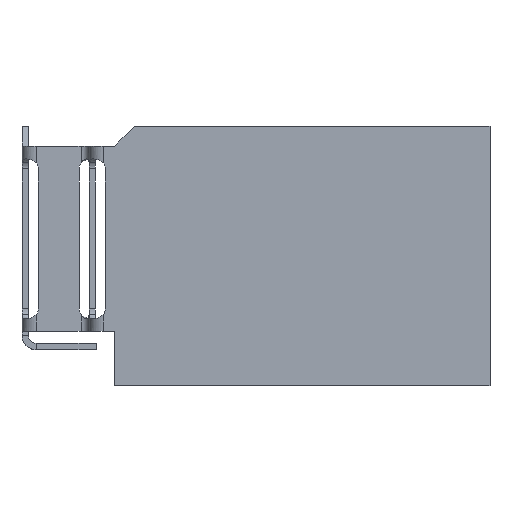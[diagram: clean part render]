
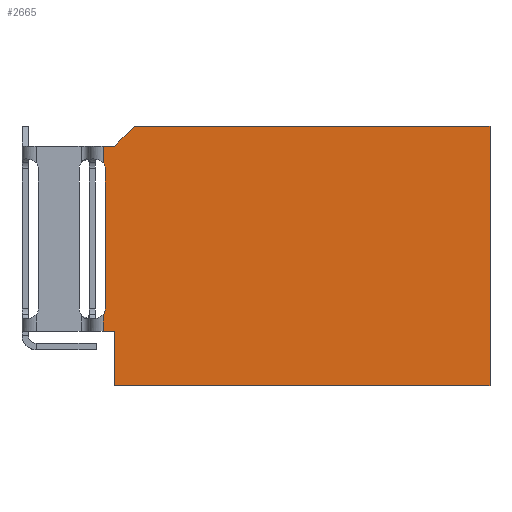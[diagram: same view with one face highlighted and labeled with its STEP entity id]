
A CAD part, front view. The second image highlights one B-rep face of the part: STEP entity #2665.
In plain terms, the highlighted planar face has unit normal (0, -1, 0).
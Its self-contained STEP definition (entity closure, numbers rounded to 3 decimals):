
#2583=AXIS2_PLACEMENT_3D('Plane Axis2P3D',#2580,#2581,#2582) ;
#2587=AXIS2_PLACEMENT_3D('Circle Axis2P3D',#2585,#2586,$) ;
#2601=AXIS2_PLACEMENT_3D('Circle Axis2P3D',#2599,#2600,$) ;
#2320=CARTESIAN_POINT('Line Origine',(10.19,0.,30.)) ;
#2324=CARTESIAN_POINT('Vertex',(10.19,0.,8.907)) ;
#2326=CARTESIAN_POINT('Vertex',(10.19,0.,6.8)) ;
#2417=CARTESIAN_POINT('Vertex',(10.19,0.,27.893)) ;
#2420=CARTESIAN_POINT('Line Origine',(10.19,0.,30.)) ;
#2424=CARTESIAN_POINT('Vertex',(10.19,0.,30.)) ;
#2580=CARTESIAN_POINT('Axis2P3D Location',(-42.415,0.,-3.2)) ;
#2585=CARTESIAN_POINT('Axis2P3D Location',(9.185,0.,27.15)) ;
#2589=CARTESIAN_POINT('Vertex',(10.435,0.,27.15)) ;
#2592=CARTESIAN_POINT('Line Origine',(10.435,0.,18.4)) ;
#2596=CARTESIAN_POINT('Vertex',(10.435,0.,9.65)) ;
#2599=CARTESIAN_POINT('Axis2P3D Location',(9.185,0.,9.65)) ;
#2604=CARTESIAN_POINT('Line Origine',(10.888,0.,6.8)) ;
#2608=CARTESIAN_POINT('Vertex',(11.585,0.,6.8)) ;
#2611=CARTESIAN_POINT('Line Origine',(11.585,0.,3.4)) ;
#2615=CARTESIAN_POINT('Vertex',(11.585,0.,0.)) ;
#2618=CARTESIAN_POINT('Line Origine',(35.085,0.,0.)) ;
#2622=CARTESIAN_POINT('Vertex',(58.585,0.,0.)) ;
#2625=CARTESIAN_POINT('Line Origine',(58.585,0.,16.25)) ;
#2629=CARTESIAN_POINT('Vertex',(58.585,0.,32.5)) ;
#2632=CARTESIAN_POINT('Line Origine',(36.335,0.,32.5)) ;
#2636=CARTESIAN_POINT('Vertex',(14.085,0.,32.5)) ;
#2639=CARTESIAN_POINT('Line Origine',(12.835,0.,31.25)) ;
#2643=CARTESIAN_POINT('Vertex',(11.585,0.,30.)) ;
#2646=CARTESIAN_POINT('Line Origine',(10.888,0.,30.)) ;
#2321=DIRECTION('Vector Direction',(0.,0.,-1.)) ;
#2421=DIRECTION('Vector Direction',(0.,0.,-1.)) ;
#2581=DIRECTION('Axis2P3D Direction',(0.,1.,0.)) ;
#2582=DIRECTION('Axis2P3D XDirection',(-1.,0.,0.)) ;
#2586=DIRECTION('Axis2P3D Direction',(0.,1.,0.)) ;
#2593=DIRECTION('Vector Direction',(0.,0.,1.)) ;
#2600=DIRECTION('Axis2P3D Direction',(0.,1.,0.)) ;
#2605=DIRECTION('Vector Direction',(1.,0.,0.)) ;
#2612=DIRECTION('Vector Direction',(0.,0.,1.)) ;
#2619=DIRECTION('Vector Direction',(-1.,0.,0.)) ;
#2626=DIRECTION('Vector Direction',(0.,0.,-1.)) ;
#2633=DIRECTION('Vector Direction',(1.,0.,0.)) ;
#2640=DIRECTION('Vector Direction',(-0.707,0.,-0.707)) ;
#2647=DIRECTION('Vector Direction',(1.,0.,0.)) ;
#2322=VECTOR('Line Direction',#2321,1.) ;
#2422=VECTOR('Line Direction',#2421,1.) ;
#2594=VECTOR('Line Direction',#2593,1.) ;
#2606=VECTOR('Line Direction',#2605,1.) ;
#2613=VECTOR('Line Direction',#2612,1.) ;
#2620=VECTOR('Line Direction',#2619,1.) ;
#2627=VECTOR('Line Direction',#2626,1.) ;
#2634=VECTOR('Line Direction',#2633,1.) ;
#2641=VECTOR('Line Direction',#2640,1.) ;
#2648=VECTOR('Line Direction',#2647,1.) ;
#2652=ORIENTED_EDGE('',*,*,#2591,.T.) ;
#2653=ORIENTED_EDGE('',*,*,#2598,.T.) ;
#2654=ORIENTED_EDGE('',*,*,#2603,.T.) ;
#2655=ORIENTED_EDGE('',*,*,#2328,.T.) ;
#2656=ORIENTED_EDGE('',*,*,#2610,.T.) ;
#2657=ORIENTED_EDGE('',*,*,#2617,.F.) ;
#2658=ORIENTED_EDGE('',*,*,#2624,.F.) ;
#2659=ORIENTED_EDGE('',*,*,#2631,.F.) ;
#2660=ORIENTED_EDGE('',*,*,#2638,.F.) ;
#2661=ORIENTED_EDGE('',*,*,#2645,.T.) ;
#2662=ORIENTED_EDGE('',*,*,#2650,.F.) ;
#2663=ORIENTED_EDGE('',*,*,#2426,.T.) ;
#2665=ADVANCED_FACE('Koerper.2',(#2664),#2584,.F.) ;
#2588=CIRCLE('generated circle',#2587,1.25) ;
#2602=CIRCLE('generated circle',#2601,1.25) ;
#2328=EDGE_CURVE('',#2325,#2327,#2323,.T.) ;
#2426=EDGE_CURVE('',#2425,#2418,#2423,.T.) ;
#2591=EDGE_CURVE('',#2418,#2590,#2588,.T.) ;
#2598=EDGE_CURVE('',#2590,#2597,#2595,.F.) ;
#2603=EDGE_CURVE('',#2597,#2325,#2602,.T.) ;
#2610=EDGE_CURVE('',#2327,#2609,#2607,.T.) ;
#2617=EDGE_CURVE('',#2616,#2609,#2614,.T.) ;
#2624=EDGE_CURVE('',#2623,#2616,#2621,.T.) ;
#2631=EDGE_CURVE('',#2630,#2623,#2628,.T.) ;
#2638=EDGE_CURVE('',#2637,#2630,#2635,.T.) ;
#2645=EDGE_CURVE('',#2637,#2644,#2642,.T.) ;
#2650=EDGE_CURVE('',#2425,#2644,#2649,.T.) ;
#2651=EDGE_LOOP('',(#2652,#2653,#2654,#2655,#2656,#2657,#2658,#2659,#2660,#2661,#2662,#2663)) ;
#2664=FACE_OUTER_BOUND('',#2651,.T.) ;
#2323=LINE('Line',#2320,#2322) ;
#2423=LINE('Line',#2420,#2422) ;
#2595=LINE('Line',#2592,#2594) ;
#2607=LINE('Line',#2604,#2606) ;
#2614=LINE('Line',#2611,#2613) ;
#2621=LINE('Line',#2618,#2620) ;
#2628=LINE('Line',#2625,#2627) ;
#2635=LINE('Line',#2632,#2634) ;
#2642=LINE('Line',#2639,#2641) ;
#2649=LINE('Line',#2646,#2648) ;
#2584=PLANE('',#2583) ;
#2325=VERTEX_POINT('',#2324) ;
#2327=VERTEX_POINT('',#2326) ;
#2418=VERTEX_POINT('',#2417) ;
#2425=VERTEX_POINT('',#2424) ;
#2590=VERTEX_POINT('',#2589) ;
#2597=VERTEX_POINT('',#2596) ;
#2609=VERTEX_POINT('',#2608) ;
#2616=VERTEX_POINT('',#2615) ;
#2623=VERTEX_POINT('',#2622) ;
#2630=VERTEX_POINT('',#2629) ;
#2637=VERTEX_POINT('',#2636) ;
#2644=VERTEX_POINT('',#2643) ;
